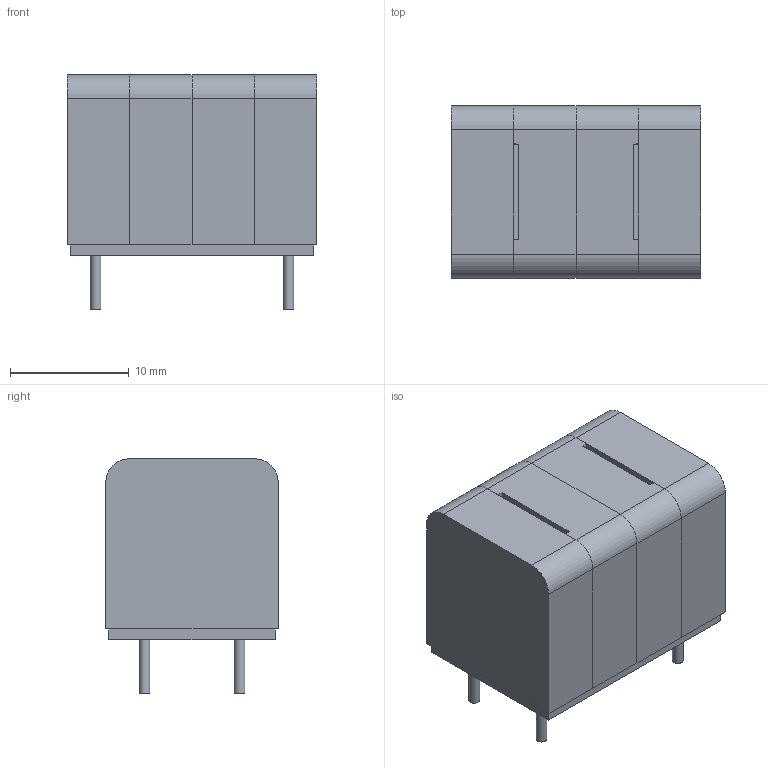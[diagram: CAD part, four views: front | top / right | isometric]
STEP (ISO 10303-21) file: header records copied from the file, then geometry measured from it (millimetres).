
FILE_DESCRIPTION(/* description */ ('Unknown'),/* implementation_level */ '2;1');
FILE_NAME(/* name */ '74441521150',/* time_stamp */ '2019-08-28T15:53:46+02:00',/* author */ ('Unknown'),/* organization */ ('Unknown'),/* preprocessor_version */ 'ST-DEVELOPER v16.7',/* originating_system */ 'DEX',/* authorisation */ $);
FILE_SCHEMA (('AUTOMOTIVE_DESIGN {1 0 10303 214 3 1 1}'));
Length unit declared in the file: millimetre
Products named in the file (6): 74441521150; Base; Ferrite_1; Ferrite_2; Ferrite_3; Ferrite_4
Assembly tree (5 placements, depth 2):
  74441521150
    Base
    Ferrite_1
    Ferrite_2
    Ferrite_3
    Ferrite_4
Bounding box: 21 x 14.5 x 19.7 mm (x, y, z)
Volume: 4481.4 mm3; surface area: 3523 mm2
Topology: 5 solids, 5 shells, 136 faces, 335 edges, 224 vertices
Faces by surface type: plane 103, cylinder 17, bspline 16
Full cylindrical faces by diameter (mm): 0.85 x1, 0.9 x4, 1 x4
Entity records: 5429 total; most frequent: CARTESIAN_POINT 1667, ORIENTED_EDGE 646, DIRECTION 485, EDGE_CURVE 323, VERTEX_POINT 222, EDGE_LOOP 169, FACE_BOUND 169, LINE 165
